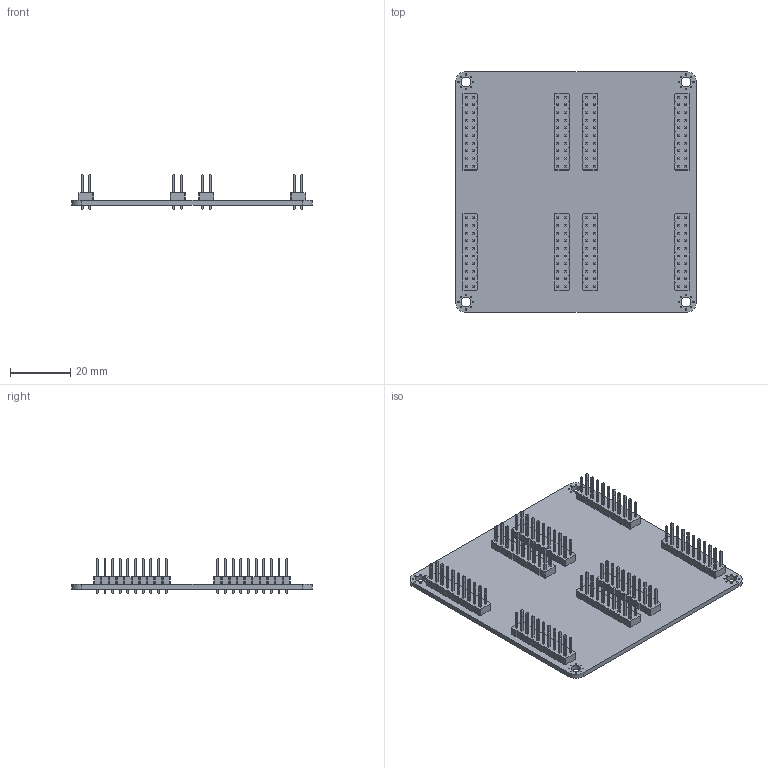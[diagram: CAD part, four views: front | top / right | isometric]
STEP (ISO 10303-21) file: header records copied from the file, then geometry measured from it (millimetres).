
FILE_DESCRIPTION(('KiCad electronic assembly'),'2;1');
FILE_NAME('BASE_UNIT_2x2.step','2023-04-05T11:39:44',('Pcbnew'),('Kicad' ),'Open CASCADE STEP processor 7.5','KiCad to STEP converter', 'Unknown');
FILE_SCHEMA(('AUTOMOTIVE_DESIGN { 1 0 10303 214 1 1 1 1 }'));
Length unit declared in the file: millimetre
Products named in the file (4): BASE_UNIT_2x2 1; PinHeader_2x10_P2.54mm_Vertical; SOLID; BASE_UNIT_2x2 PCB
Assembly tree (10 placements, depth 3):
  BASE_UNIT_2x2 1
    PinHeader_2x10_P2.54mm_Vertical  x8
      SOLID
    BASE_UNIT_2x2 PCB
Bounding box: 80 x 80 x 11.54 mm (x, y, z)
Volume: 13137.9 mm3; surface area: 20846.4 mm2
Topology: 9 solids, 9 shells, 3598 faces, 8500 edges, 5240 vertices
Faces by surface type: bspline 3392, cylinder 200, plane 6
Full cylindrical faces by diameter (mm): 0.5 x32, 1 x160, 3.2 x4
Entity records: 40450 total; most frequent: CARTESIAN_POINT 10677, ORIENTED_EDGE 3196, PCURVE 3196, DEFINITIONAL_REPRESENTATION 3196, B_SPLINE_CURVE_WITH_KNOTS 2958, DIRECTION 2670, EDGE_CURVE 1598, SURFACE_CURVE 1402
